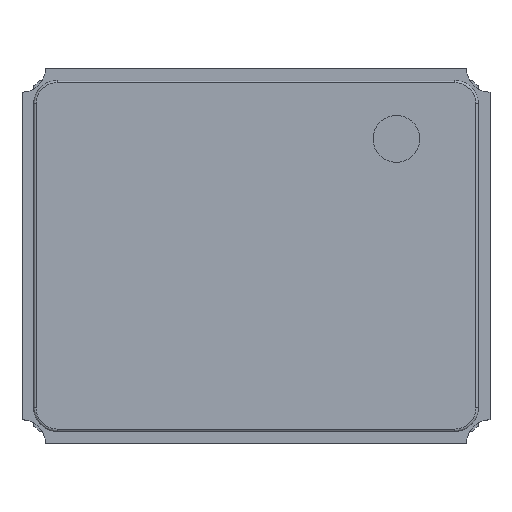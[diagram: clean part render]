
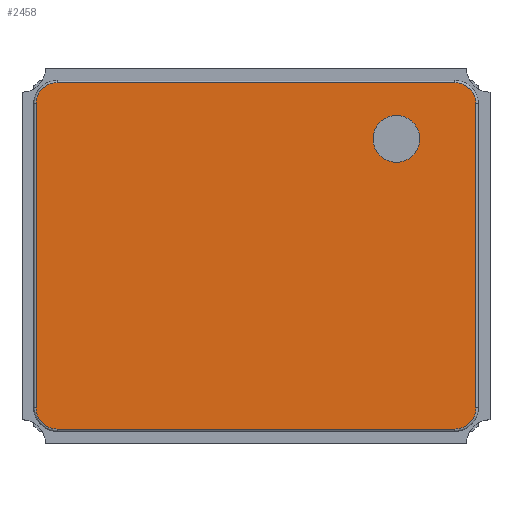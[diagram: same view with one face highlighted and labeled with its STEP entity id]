
A CAD part, top view. The second image highlights one B-rep face of the part: STEP entity #2458.
In plain terms, the highlighted planar face has unit normal (0, 0, 1).
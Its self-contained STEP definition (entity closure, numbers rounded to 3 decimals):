
#87 = ORIENTED_EDGE ( 'NONE', *, *, #2220, .F. ) ;
#89 = AXIS2_PLACEMENT_3D ( 'NONE', #987, #3457, #1346 ) ;
#97 = LINE ( 'NONE', #3998, #1304 ) ;
#101 = CARTESIAN_POINT ( 'NONE',  ( -0.94, 0.65, 0.4 ) ) ;
#105 = CARTESIAN_POINT ( 'NONE',  ( 0.94, -0.65, 0.4 ) ) ;
#144 = VERTEX_POINT ( 'NONE', #1518 ) ;
#297 = CARTESIAN_POINT ( 'NONE',  ( -0.9, -0.74, 0.4 ) ) ;
#346 = EDGE_CURVE ( 'NONE', #3941, #1038, #97, .T. ) ;
#359 = ORIENTED_EDGE ( 'NONE', *, *, #2345, .T. ) ;
#379 = CARTESIAN_POINT ( 'NONE',  ( -0.94, -0.699, 0.4 ) ) ;
#384 = VERTEX_POINT ( 'NONE', #2615 ) ;
#403 = CARTESIAN_POINT ( 'NONE',  ( -0.94, -0.65, 0.4 ) ) ;
#461 = VERTEX_POINT ( 'NONE', #508 ) ;
#508 = CARTESIAN_POINT ( 'NONE',  ( 0.94, -0.65, 0.4 ) ) ;
#684 = EDGE_CURVE ( 'NONE', #144, #2170, #3116, .T. ) ;
#718 = ORIENTED_EDGE ( 'NONE', *, *, #1760, .F. ) ;
#987 = CARTESIAN_POINT ( 'NONE',  ( 0.6, 0.5, 0.4 ) ) ;
#1038 = VERTEX_POINT ( 'NONE', #3874 ) ;
#1041 = EDGE_CURVE ( 'NONE', #1736, #1038, #4105, .T. ) ;
#1140 = CARTESIAN_POINT ( 'NONE',  ( -0.85, 0.74, 0.4 ) ) ;
#1297 = DIRECTION ( 'NONE',  ( 0., 0., -1. ) ) ;
#1304 = VECTOR ( 'NONE', #4355, 1000. ) ;
#1338 = ORIENTED_EDGE ( 'NONE', *, *, #2553, .F. ) ;
#1346 = DIRECTION ( 'NONE',  ( -1., 0., 0. ) ) ;
#1399 = CIRCLE ( 'NONE', #2049, 0.1 ) ;
#1457 = FACE_OUTER_BOUND ( 'NONE', #1741, .T. ) ;
#1498 = CARTESIAN_POINT ( 'NONE',  ( 0.85, -0.74, 0.4 ) ) ;
#1518 = CARTESIAN_POINT ( 'NONE',  ( 0.5, 0.5, 0.4 ) ) ;
#1571 = VECTOR ( 'NONE', #2295, 1000. ) ;
#1672 = EDGE_LOOP ( 'NONE', ( #2486, #3370 ) ) ;
#1736 = VERTEX_POINT ( 'NONE', #4293 ) ;
#1741 = EDGE_LOOP ( 'NONE', ( #3195, #4375, #1338, #2011, #718, #359, #87, #3292 ) ) ;
#1760 = EDGE_CURVE ( 'NONE', #3097, #384, #2725, .T. ) ;
#1851 = LINE ( 'NONE', #3471, #2402 ) ;
#1861 = CARTESIAN_POINT ( 'NONE',  ( -0.94, 0.65, 0.4 ) ) ;
#1925 = CARTESIAN_POINT ( 'NONE',  ( 0., 0., 0.4 ) ) ;
#2011 = ORIENTED_EDGE ( 'NONE', *, *, #3342, .T. ) ;
#2049 = AXIS2_PLACEMENT_3D ( 'NONE', #4124, #1297, #4108 ) ;
#2052 = CARTESIAN_POINT ( 'NONE',  ( 0.7, 0.5, 0.4 ) ) ;
#2163 = DIRECTION ( 'NONE',  ( -1., 0., 0. ) ) ;
#2170 = VERTEX_POINT ( 'NONE', #2052 ) ;
#2220 = EDGE_CURVE ( 'NONE', #1736, #461, #1851, .T. ) ;
#2266 = B_SPLINE_CURVE_WITH_KNOTS ( 'NONE', 3,
 ( #403, #379, #297, #2822 ),
 .UNSPECIFIED., .F., .F.,
 ( 4, 4 ),
 ( 0., 1. ),
 .UNSPECIFIED. ) ;
#2295 = DIRECTION ( 'NONE',  ( 0., 1., 0. ) ) ;
#2345 = EDGE_CURVE ( 'NONE', #3097, #461, #3365, .T. ) ;
#2402 = VECTOR ( 'NONE', #3849, 1000. ) ;
#2417 = EDGE_CURVE ( 'NONE', #3941, #2958, #4030, .T. ) ;
#2458 = ADVANCED_FACE ( 'NONE', ( #1457, #4129 ), #4023, .T. ) ;
#2473 = VERTEX_POINT ( 'NONE', #4407 ) ;
#2486 = ORIENTED_EDGE ( 'NONE', *, *, #684, .T. ) ;
#2553 = EDGE_CURVE ( 'NONE', #2473, #2958, #3546, .T. ) ;
#2576 = CARTESIAN_POINT ( 'NONE',  ( -0.899, 0.74, 0.4 ) ) ;
#2615 = CARTESIAN_POINT ( 'NONE',  ( -0.85, -0.74, 0.4 ) ) ;
#2627 = DIRECTION ( 'NONE',  ( 0., -1., 0. ) ) ;
#2725 = LINE ( 'NONE', #4011, #2830 ) ;
#2796 = EDGE_CURVE ( 'NONE', #2170, #144, #1399, .T. ) ;
#2822 = CARTESIAN_POINT ( 'NONE',  ( -0.85, -0.74, 0.4 ) ) ;
#2830 = VECTOR ( 'NONE', #2163, 1000. ) ;
#2940 = CARTESIAN_POINT ( 'NONE',  ( -0.94, 0.7, 0.4 ) ) ;
#2958 = VERTEX_POINT ( 'NONE', #101 ) ;
#3097 = VERTEX_POINT ( 'NONE', #3577 ) ;
#3116 = CIRCLE ( 'NONE', #89, 0.1 ) ;
#3195 = ORIENTED_EDGE ( 'NONE', *, *, #346, .F. ) ;
#3231 = CARTESIAN_POINT ( 'NONE',  ( 0.94, -0.7, 0.4 ) ) ;
#3292 = ORIENTED_EDGE ( 'NONE', *, *, #1041, .T. ) ;
#3342 = EDGE_CURVE ( 'NONE', #2473, #384, #2266, .T. ) ;
#3365 = B_SPLINE_CURVE_WITH_KNOTS ( 'NONE', 3,
 ( #1498, #4315, #3231, #105 ),
 .UNSPECIFIED., .F., .F.,
 ( 4, 4 ),
 ( 0., 1. ),
 .UNSPECIFIED. ) ;
#3370 = ORIENTED_EDGE ( 'NONE', *, *, #2796, .T. ) ;
#3390 = AXIS2_PLACEMENT_3D ( 'NONE', #1925, #4079, #2627 ) ;
#3457 = DIRECTION ( 'NONE',  ( 0., 0., -1. ) ) ;
#3471 = CARTESIAN_POINT ( 'NONE',  ( 0.94, 0., 0.4 ) ) ;
#3472 = CARTESIAN_POINT ( 'NONE',  ( -0.85, 0.74, 0.4 ) ) ;
#3546 = LINE ( 'NONE', #3734, #1571 ) ;
#3577 = CARTESIAN_POINT ( 'NONE',  ( 0.85, -0.74, 0.4 ) ) ;
#3734 = CARTESIAN_POINT ( 'NONE',  ( -0.94, 0., 0.4 ) ) ;
#3827 = CARTESIAN_POINT ( 'NONE',  ( 0.94, 0.699, 0.4 ) ) ;
#3849 = DIRECTION ( 'NONE',  ( 0., -1., 0. ) ) ;
#3874 = CARTESIAN_POINT ( 'NONE',  ( 0.85, 0.74, 0.4 ) ) ;
#3941 = VERTEX_POINT ( 'NONE', #3472 ) ;
#3998 = CARTESIAN_POINT ( 'NONE',  ( 0., 0.74, 0.4 ) ) ;
#4011 = CARTESIAN_POINT ( 'NONE',  ( 0., -0.74, 0.4 ) ) ;
#4023 = PLANE ( 'NONE',  #3390 ) ;
#4030 = B_SPLINE_CURVE_WITH_KNOTS ( 'NONE', 3,
 ( #1140, #2576, #2940, #1861 ),
 .UNSPECIFIED., .F., .F.,
 ( 4, 4 ),
 ( 0., 1. ),
 .UNSPECIFIED. ) ;
#4079 = DIRECTION ( 'NONE',  ( 0., 0., 1. ) ) ;
#4105 = B_SPLINE_CURVE_WITH_KNOTS ( 'NONE', 3,
 ( #4216, #3827, #4577, #4557 ),
 .UNSPECIFIED., .F., .F.,
 ( 4, 4 ),
 ( 0., 1. ),
 .UNSPECIFIED. ) ;
#4108 = DIRECTION ( 'NONE',  ( -1., 0., 0. ) ) ;
#4124 = CARTESIAN_POINT ( 'NONE',  ( 0.6, 0.5, 0.4 ) ) ;
#4129 = FACE_BOUND ( 'NONE', #1672, .T. ) ;
#4216 = CARTESIAN_POINT ( 'NONE',  ( 0.94, 0.65, 0.4 ) ) ;
#4293 = CARTESIAN_POINT ( 'NONE',  ( 0.94, 0.65, 0.4 ) ) ;
#4315 = CARTESIAN_POINT ( 'NONE',  ( 0.899, -0.74, 0.4 ) ) ;
#4355 = DIRECTION ( 'NONE',  ( 1., 0., 0. ) ) ;
#4375 = ORIENTED_EDGE ( 'NONE', *, *, #2417, .T. ) ;
#4407 = CARTESIAN_POINT ( 'NONE',  ( -0.94, -0.65, 0.4 ) ) ;
#4557 = CARTESIAN_POINT ( 'NONE',  ( 0.85, 0.74, 0.4 ) ) ;
#4577 = CARTESIAN_POINT ( 'NONE',  ( 0.9, 0.74, 0.4 ) ) ;
